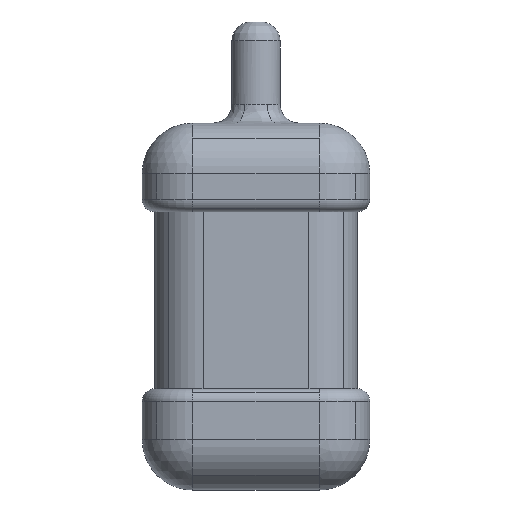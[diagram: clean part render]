
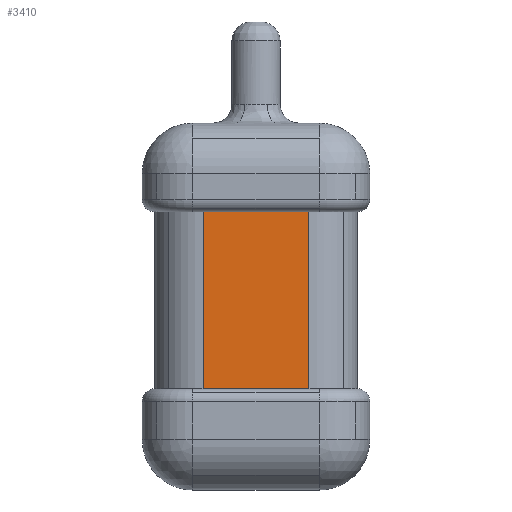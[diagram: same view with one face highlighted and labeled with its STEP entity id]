
A CAD part, front view. The second image highlights one B-rep face of the part: STEP entity #3410.
In plain terms, the highlighted planar face has unit normal (0, -1, 0).
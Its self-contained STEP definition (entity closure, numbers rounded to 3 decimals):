
#151=CARTESIAN_POINT('',(0.287,-0.047,-4.22));
#152=VERTEX_POINT('',#151);
#160=CARTESIAN_POINT('',(0.287,-0.047,-2.82));
#161=VERTEX_POINT('',#160);
#162=CARTESIAN_POINT('',(0.287,-0.047,-4.22));
#163=DIRECTION('',(0.,0.,1.0));
#164=VECTOR('',#163,1.4);
#165=LINE('',#162,#164);
#166=EDGE_CURVE('',#152,#161,#165,.T.);
#1053=CARTESIAN_POINT('',(1.125,-0.047,-4.22));
#1054=VERTEX_POINT('',#1053);
#1061=CARTESIAN_POINT('',(1.125,-0.047,-4.22));
#1062=DIRECTION('',(-1.0,0.0,0.0));
#1063=VECTOR('',#1062,0.838);
#1064=LINE('',#1061,#1063);
#1065=EDGE_CURVE('',#1054,#152,#1064,.T.);
#2196=CARTESIAN_POINT('',(1.125,-0.047,-2.82));
#2197=VERTEX_POINT('',#2196);
#2198=CARTESIAN_POINT('',(1.125,-0.047,-2.82));
#2199=DIRECTION('',(-1.0,0.0,0.0));
#2200=VECTOR('',#2199,0.838);
#2201=LINE('',#2198,#2200);
#2202=EDGE_CURVE('',#2197,#161,#2201,.T.);
#3296=CARTESIAN_POINT('',(1.125,-0.047,-2.82));
#3297=DIRECTION('',(0.0,0.,-1.0));
#3298=VECTOR('',#3297,1.4);
#3299=LINE('',#3296,#3298);
#3300=EDGE_CURVE('',#2197,#1054,#3299,.T.);
#3399=CARTESIAN_POINT('',(1.506,-0.047,-4.22));
#3400=DIRECTION('',(0.0,-1.0,0.0));
#3401=DIRECTION('',(0.0,0.0,-1.0));
#3402=AXIS2_PLACEMENT_3D('',#3399,#3400,#3401);
#3403=PLANE('',#3402);
#3404=ORIENTED_EDGE('',*,*,#3300,.F.);
#3405=ORIENTED_EDGE('',*,*,#2202,.T.);
#3406=ORIENTED_EDGE('',*,*,#166,.F.);
#3407=ORIENTED_EDGE('',*,*,#1065,.F.);
#3408=EDGE_LOOP('',(#3404,#3405,#3406,#3407));
#3409=FACE_OUTER_BOUND('',#3408,.T.);
#3410=ADVANCED_FACE('',(#3409),#3403,.T.);
